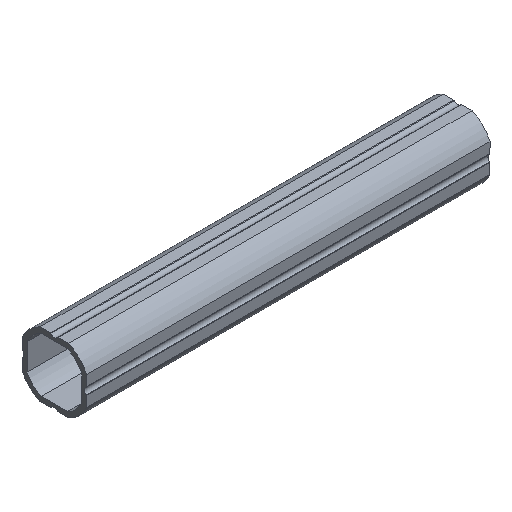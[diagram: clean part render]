
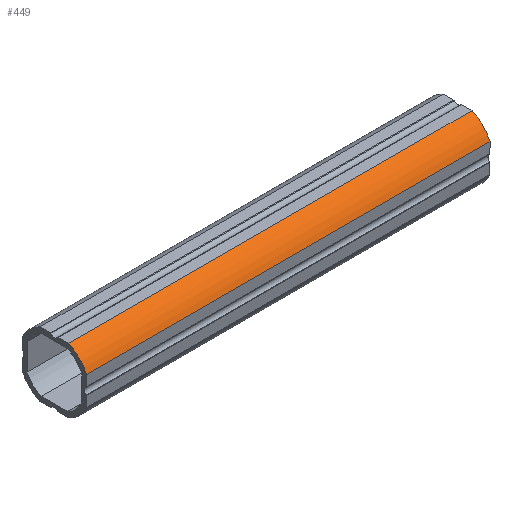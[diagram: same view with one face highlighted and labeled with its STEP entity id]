
A CAD part, isometric view. The second image highlights one B-rep face of the part: STEP entity #449.
In plain terms, the highlighted cylindrical face has radius 17.5 mm (diameter 35 mm), a partial arc.
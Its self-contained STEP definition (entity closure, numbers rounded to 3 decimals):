
#223=CARTESIAN_POINT('',(100.0,-7.089,16.));
#224=VERTEX_POINT('',#223);
#231=CARTESIAN_POINT('',(100.0,-16.,7.089));
#232=VERTEX_POINT('',#231);
#233=CARTESIAN_POINT('',(100.0,0.0,0.0));
#234=DIRECTION('',(-1.0,0.0,0.0));
#235=DIRECTION('',(0.0,-0.405,0.914));
#236=AXIS2_PLACEMENT_3D('',#233,#234,#235);
#237=CIRCLE('',#236,17.5);
#238=EDGE_CURVE('',#232,#224,#237,.T.);
#418=CARTESIAN_POINT('',(-100.0,0.0,0.0));
#419=DIRECTION('',(1.0,0.0,0.0));
#420=DIRECTION('',(0.0,0.0,-1.0));
#421=AXIS2_PLACEMENT_3D('',#418,#419,#420);
#422=CYLINDRICAL_SURFACE('',#421,17.5);
#423=CARTESIAN_POINT('',(-100.0,-16.,7.089));
#424=VERTEX_POINT('',#423);
#425=CARTESIAN_POINT('',(-100.0,-16.,7.089));
#426=DIRECTION('',(1.0,0.0,0.0));
#427=VECTOR('',#426,200.0);
#428=LINE('',#425,#427);
#429=EDGE_CURVE('',#424,#232,#428,.T.);
#430=ORIENTED_EDGE('',*,*,#429,.T.);
#431=ORIENTED_EDGE('',*,*,#238,.T.);
#432=CARTESIAN_POINT('',(-100.0,-7.089,16.));
#433=VERTEX_POINT('',#432);
#434=CARTESIAN_POINT('',(-100.0,-7.089,16.));
#435=DIRECTION('',(1.0,0.0,0.0));
#436=VECTOR('',#435,200.0);
#437=LINE('',#434,#436);
#438=EDGE_CURVE('',#433,#224,#437,.T.);
#439=ORIENTED_EDGE('',*,*,#438,.F.);
#440=CARTESIAN_POINT('',(-100.0,0.0,0.0));
#441=DIRECTION('',(1.0,0.0,0.0));
#442=DIRECTION('',(0.0,0.0,-1.0));
#443=AXIS2_PLACEMENT_3D('',#440,#441,#442);
#444=CIRCLE('',#443,17.5);
#445=EDGE_CURVE('',#433,#424,#444,.T.);
#446=ORIENTED_EDGE('',*,*,#445,.T.);
#447=EDGE_LOOP('',(#430,#431,#439,#446));
#448=FACE_OUTER_BOUND('',#447,.T.);
#449=ADVANCED_FACE('',(#448),#422,.T.);
